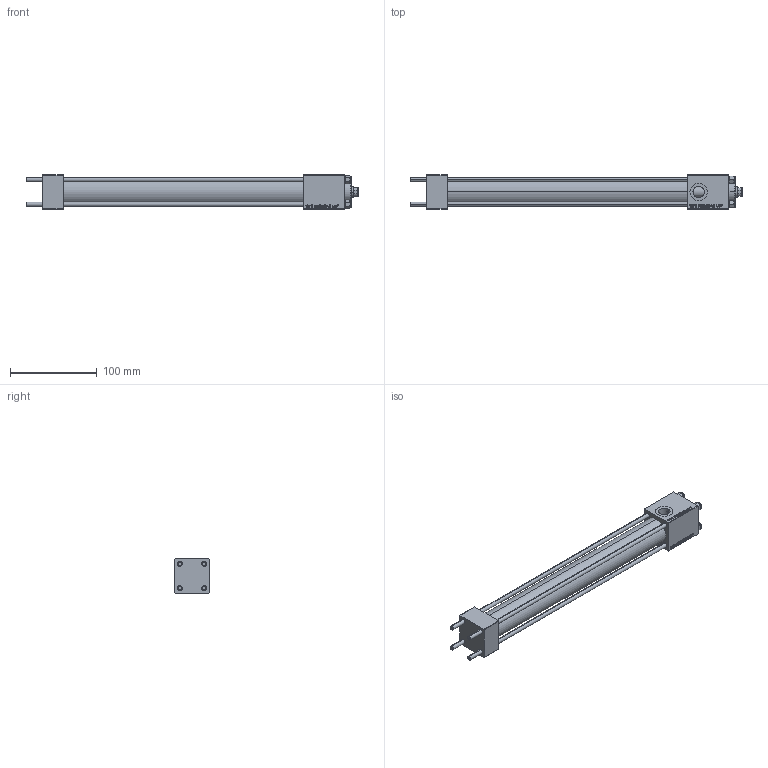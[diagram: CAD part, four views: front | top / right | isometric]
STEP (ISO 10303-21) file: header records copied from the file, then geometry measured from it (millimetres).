
FILE_DESCRIPTION (( 'STEP AP203' ), '1' );
FILE_NAME ('2d1f.STEP', '2023-08-22T19:18:43', ( '' ), ( '' ), 'SwSTEP 2.0', 'SolidWorks 2019', '' );
FILE_SCHEMA (( 'CONFIG_CONTROL_DESIGN' ));
Length unit declared in the file: millimetre
Products named in the file (6): V215CR_VCP d3bf4deb19cb5e8fa30fb6b697f4b89c; V215CR_BODY_A d3bf4deb19cb5e8fa30fb6b697f4b89c; NUT_M5 d3bf4deb19cb5e8fa30fb6b697f4b89c; 2d1f; CR025_012_A_0_G_A_G_M_020_+#_##_TYCINKA d3bf4deb19cb5e8fa30fb6b697f4b89c; V215_VC_A d3bf4deb19cb5e8fa30fb6b697f4b89c
Assembly tree (11 placements, depth 2):
  2d1f
    V215CR_BODY_A d3bf4deb19cb5e8fa30fb6b697f4b89c
    CR025_012_A_0_G_A_G_M_020_+#_##_TYCINKA d3bf4deb19cb5e8fa30fb6b697f4b89c  x4
    NUT_M5 d3bf4deb19cb5e8fa30fb6b697f4b89c  x4
    V215CR_VCP d3bf4deb19cb5e8fa30fb6b697f4b89c
    V215_VC_A d3bf4deb19cb5e8fa30fb6b697f4b89c
Bounding box: 383 x 40 x 40 mm (x, y, z)
Volume: 249847.6 mm3; surface area: 122392.5 mm2
Topology: 11 solids, 11 shells, 1131 faces, 2847 edges, 1845 vertices
Faces by surface type: plane 517, bspline 392, cone 136, cylinder 78, torus 8
Entity records: 49807 total; most frequent: CARTESIAN_POINT 27036, ORIENTED_EDGE 5186, DIRECTION 3219, EDGE_CURVE 2593, VERTEX_POINT 1701, LINE 1579, VECTOR 1579, EDGE_LOOP 1138
